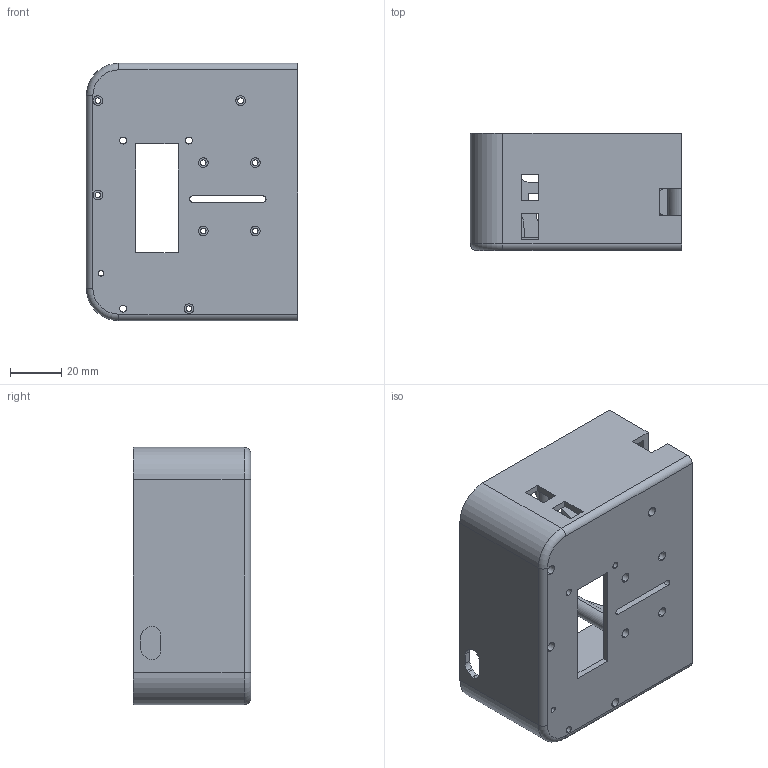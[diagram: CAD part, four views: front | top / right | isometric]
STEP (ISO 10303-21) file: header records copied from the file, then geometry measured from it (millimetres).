
FILE_DESCRIPTION (( 'STEP AP203' ), '1' );
FILE_NAME ('G0007_gamepad_right_bottom.step', '2019-10-07T21:29:05', ( '' ), ( '' ), 'SwSTEP 2.0', 'SolidWorks 2017', '' );
FILE_SCHEMA (( 'CONFIG_CONTROL_DESIGN' ));
Length unit declared in the file: inch
Products named in the file (1): G0007_gamepad_right_bottom
Bounding box: 82.55 x 45.85 x 100.58 mm (x, y, z)
Volume: 67086.8 mm3; surface area: 57588.7 mm2
Topology: 1 solids, 1 shells, 340 faces, 943 edges, 618 vertices
Faces by surface type: plane 175, cylinder 150, torus 14, bspline 1
Entity records: 11322 total; most frequent: CARTESIAN_POINT 2243, DIRECTION 1892, ORIENTED_EDGE 1886, EDGE_CURVE 943, AXIS2_PLACEMENT_3D 649, VERTEX_POINT 618, LINE 594, VECTOR 594
